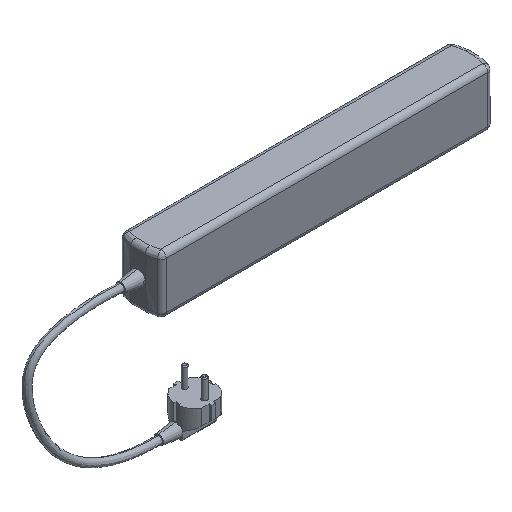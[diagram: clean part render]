
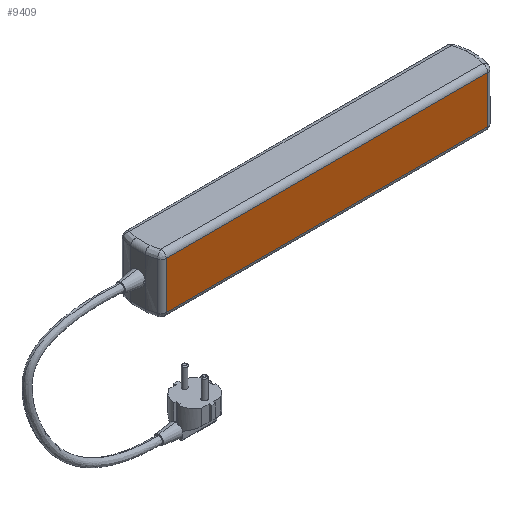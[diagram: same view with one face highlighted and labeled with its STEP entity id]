
A CAD part, isometric view. The second image highlights one B-rep face of the part: STEP entity #9409.
In plain terms, the highlighted planar face has unit normal (0, -1, 0).
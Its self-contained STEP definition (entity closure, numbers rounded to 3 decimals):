
#86 = EDGE_CURVE ( 'NONE', #7416, #6135, #3466, .T. ) ;
#460 = CARTESIAN_POINT ( 'NONE',  ( 0., 0., 50. ) ) ;
#756 = LINE ( 'NONE', #6237, #1149 ) ;
#1149 = VECTOR ( 'NONE', #8862, 1000. ) ;
#1614 = FACE_OUTER_BOUND ( 'NONE', #1978, .T. ) ;
#1911 = LINE ( 'NONE', #460, #3902 ) ;
#1978 = EDGE_LOOP ( 'NONE', ( #8570, #3332, #9610, #10298 ) ) ;
#2185 = DIRECTION ( 'NONE',  ( 1., 0., 0. ) ) ;
#2602 = CARTESIAN_POINT ( 'NONE',  ( 315.612, 0., 50. ) ) ;
#3332 = ORIENTED_EDGE ( 'NONE', *, *, #7967, .F. ) ;
#3432 = CARTESIAN_POINT ( 'NONE',  ( 7.097, 0., 5. ) ) ;
#3466 = LINE ( 'NONE', #10034, #9486 ) ;
#3816 = DIRECTION ( 'NONE',  ( -1., 0., 0. ) ) ;
#3902 = VECTOR ( 'NONE', #2185, 1000. ) ;
#4243 = VECTOR ( 'NONE', #3816, 1000. ) ;
#5295 = AXIS2_PLACEMENT_3D ( 'NONE', #9461, #6758, #9200 ) ;
#5555 = VERTEX_POINT ( 'NONE', #8396 ) ;
#5870 = DIRECTION ( 'NONE',  ( 0., 0., -1. ) ) ;
#6095 = VERTEX_POINT ( 'NONE', #3432 ) ;
#6135 = VERTEX_POINT ( 'NONE', #6768 ) ;
#6237 = CARTESIAN_POINT ( 'NONE',  ( 7.097, 0., 0. ) ) ;
#6469 = LINE ( 'NONE', #9626, #4243 ) ;
#6758 = DIRECTION ( 'NONE',  ( 0., 1., 0. ) ) ;
#6768 = CARTESIAN_POINT ( 'NONE',  ( 315.612, 0., 5. ) ) ;
#7416 = VERTEX_POINT ( 'NONE', #2602 ) ;
#7967 = EDGE_CURVE ( 'NONE', #6095, #5555, #756, .T. ) ;
#8076 = EDGE_CURVE ( 'NONE', #5555, #7416, #1911, .T. ) ;
#8365 = PLANE ( 'NONE',  #5295 ) ;
#8396 = CARTESIAN_POINT ( 'NONE',  ( 7.097, 0., 50. ) ) ;
#8570 = ORIENTED_EDGE ( 'NONE', *, *, #8076, .F. ) ;
#8862 = DIRECTION ( 'NONE',  ( 0., 0., 1. ) ) ;
#9200 = DIRECTION ( 'NONE',  ( 0., 0., 1. ) ) ;
#9409 = ADVANCED_FACE ( 'NONE', ( #1614 ), #8365, .F. ) ;
#9461 = CARTESIAN_POINT ( 'NONE',  ( 0., 0., 0. ) ) ;
#9486 = VECTOR ( 'NONE', #5870, 1000. ) ;
#9610 = ORIENTED_EDGE ( 'NONE', *, *, #10639, .F. ) ;
#9626 = CARTESIAN_POINT ( 'NONE',  ( 0., 0., 5. ) ) ;
#10034 = CARTESIAN_POINT ( 'NONE',  ( 315.612, 0., 0. ) ) ;
#10298 = ORIENTED_EDGE ( 'NONE', *, *, #86, .F. ) ;
#10639 = EDGE_CURVE ( 'NONE', #6135, #6095, #6469, .T. ) ;
